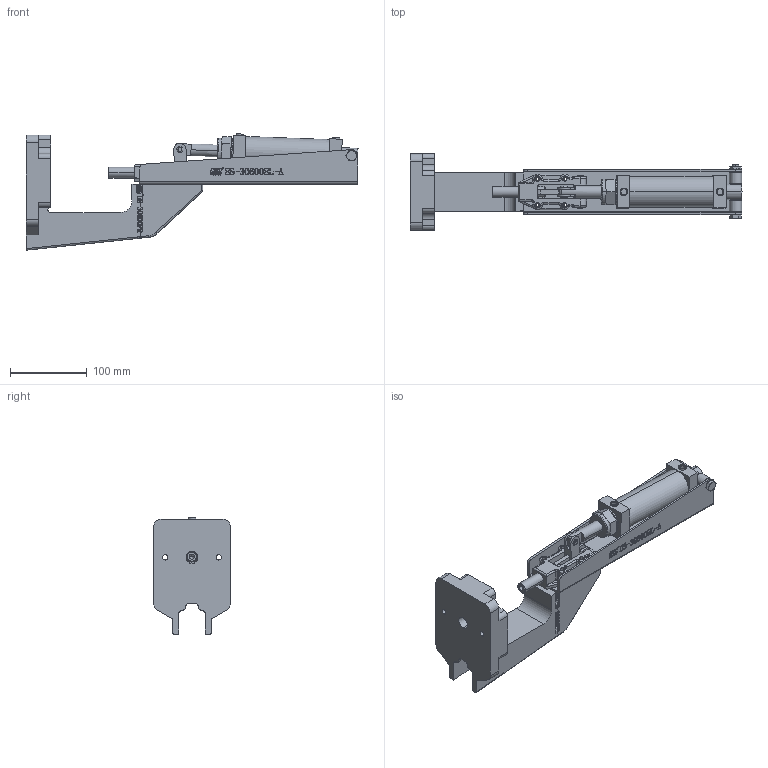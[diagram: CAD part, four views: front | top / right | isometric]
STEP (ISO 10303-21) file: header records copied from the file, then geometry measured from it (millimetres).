
FILE_DESCRIPTION (( 'STEP AP203' ), '1' );
FILE_NAME ('HS-30600PR-A 装配体.STEP', '2018-12-07T08:50:53', ( 'PCOS' ), ( '微软中国' ), 'SwSTEP 2.0', 'SolidWorks 2012', '' );
FILE_SCHEMA (( 'CONFIG_CONTROL_DESIGN' ));
Length unit declared in the file: millimetre
Products named in the file (16): HS-30600PR-A 蚾饜极; 盓殤菁釱; HS-30600HL-A 蚾饜极; 种杶; 蹟譫; hex thin nuts-grades ab-chamfered gb_GB_FASTENER_NUT_STNAB M8-N; hexagon head bolts-full thread gb_GB_FASTENER_BOLT_STBAB A M8X65-N; 种2; 种1; 蟀裝2; 蚐詰; 挴裝; 蟀裝; 活塞杆; 菁釱; 菁殤
Assembly tree (17 placements, depth 3):
  HS-30600PR-A 蚾饜极
    HS-30600HL-A 蚾饜极
      菁殤
      菁釱
      活塞杆
      蟀裝
      挴裝
      蚐詰
      蟀裝2
      种1  x2
      种2
      hexagon head bolts-full thread gb_GB_FASTENER_BOLT_STBAB A M8X65-N
      hex thin nuts-grades ab-chamfered gb_GB_FASTENER_NUT_STNAB M8-N
      蹟譫
      种杶  x2
    盓殤菁釱
Bounding box: 432.4 x 100 x 151.53 mm (x, y, z)
Volume: 998331.1 mm3; surface area: 243410.1 mm2
Topology: 16 solids, 16 shells, 1324 faces, 3492 edges, 2282 vertices
Faces by surface type: plane 620, bspline 334, cylinder 287, torus 44, cone 39
Entity records: 57550 total; most frequent: CARTESIAN_POINT 25306, ORIENTED_EDGE 6900, DIRECTION 5269, EDGE_CURVE 3450, VERTEX_POINT 2258, LINE 2053, VECTOR 2053, AXIS2_PLACEMENT_3D 1608
